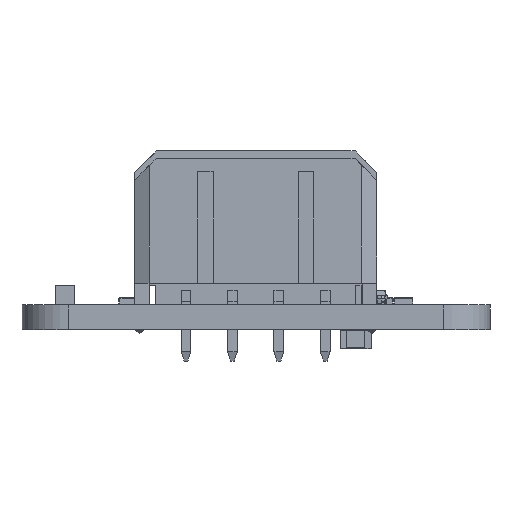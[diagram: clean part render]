
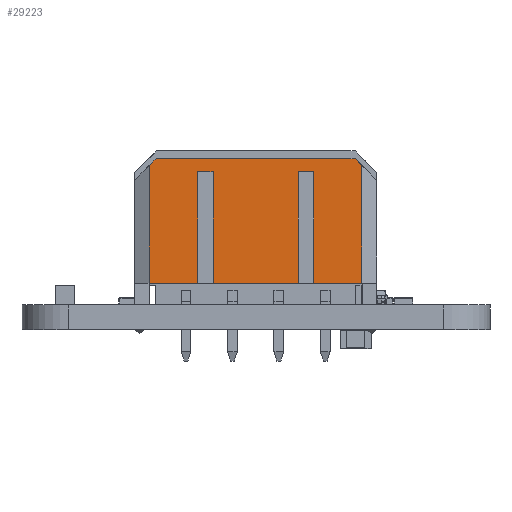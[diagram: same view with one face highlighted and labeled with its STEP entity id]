
A CAD part, left-side view. The second image highlights one B-rep face of the part: STEP entity #29223.
In plain terms, the highlighted face is planar.
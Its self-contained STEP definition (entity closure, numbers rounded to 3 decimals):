
#23409 = VERTEX_POINT('',#23410);
#23410 = CARTESIAN_POINT('',(6.425,-1.93,4.95));
#23416 = EDGE_CURVE('',#23417,#23409,#23419,.T.);
#23417 = VERTEX_POINT('',#23418);
#23418 = CARTESIAN_POINT('',(-6.425,-1.93,4.95));
#23419 = LINE('',#23420,#23421);
#23420 = CARTESIAN_POINT('',(-6.425,-1.93,4.95));
#23421 = VECTOR('',#23422,1.);
#23422 = DIRECTION('',(1.,0.,0.));
#29103 = EDGE_CURVE('',#23417,#29104,#29106,.T.);
#29104 = VERTEX_POINT('',#29105);
#29105 = CARTESIAN_POINT('',(-6.865,-1.93,4.51));
#29106 = LINE('',#29107,#29108);
#29107 = CARTESIAN_POINT('',(-6.425,-1.93,4.95));
#29108 = VECTOR('',#29109,1.);
#29109 = DIRECTION('',(-0.707,0.,-0.707));
#29180 = VERTEX_POINT('',#29181);
#29181 = CARTESIAN_POINT('',(6.865,-1.93,4.51));
#29187 = EDGE_CURVE('',#29180,#23409,#29188,.T.);
#29188 = LINE('',#29189,#29190);
#29189 = CARTESIAN_POINT('',(6.865,-1.93,4.51));
#29190 = VECTOR('',#29191,1.);
#29191 = DIRECTION('',(-0.707,0.,0.707));
#29202 = EDGE_CURVE('',#29180,#29203,#29205,.T.);
#29203 = VERTEX_POINT('',#29204);
#29204 = CARTESIAN_POINT('',(6.865,-1.93,-3.1));
#29205 = LINE('',#29206,#29207);
#29206 = CARTESIAN_POINT('',(6.865,-1.93,4.51));
#29207 = VECTOR('',#29208,1.);
#29208 = DIRECTION('',(0.,0.,-1.));
#29223 = ADVANCED_FACE('',(#29224),#29308,.T.);
#29224 = FACE_BOUND('',#29225,.F.);
#29225 = EDGE_LOOP('',(#29226,#29236,#29244,#29252,#29260,#29268,#29276,
    #29282,#29283,#29284,#29285,#29286,#29294,#29302));
#29226 = ORIENTED_EDGE('',*,*,#29227,.F.);
#29227 = EDGE_CURVE('',#29228,#29230,#29232,.T.);
#29228 = VERTEX_POINT('',#29229);
#29229 = CARTESIAN_POINT('',(2.75,-1.93,-3.1));
#29230 = VERTEX_POINT('',#29231);
#29231 = CARTESIAN_POINT('',(2.75,-1.93,4.1));
#29232 = LINE('',#29233,#29234);
#29233 = CARTESIAN_POINT('',(2.75,-1.93,-3.1));
#29234 = VECTOR('',#29235,1.);
#29235 = DIRECTION('',(0.,0.,1.));
#29236 = ORIENTED_EDGE('',*,*,#29237,.T.);
#29237 = EDGE_CURVE('',#29228,#29238,#29240,.T.);
#29238 = VERTEX_POINT('',#29239);
#29239 = CARTESIAN_POINT('',(-2.75,-1.93,-3.1));
#29240 = LINE('',#29241,#29242);
#29241 = CARTESIAN_POINT('',(2.75,-1.93,-3.1));
#29242 = VECTOR('',#29243,1.);
#29243 = DIRECTION('',(-1.,0.,0.));
#29244 = ORIENTED_EDGE('',*,*,#29245,.T.);
#29245 = EDGE_CURVE('',#29238,#29246,#29248,.T.);
#29246 = VERTEX_POINT('',#29247);
#29247 = CARTESIAN_POINT('',(-2.75,-1.93,4.1));
#29248 = LINE('',#29249,#29250);
#29249 = CARTESIAN_POINT('',(-2.75,-1.93,-3.1));
#29250 = VECTOR('',#29251,1.);
#29251 = DIRECTION('',(0.,0.,1.));
#29252 = ORIENTED_EDGE('',*,*,#29253,.T.);
#29253 = EDGE_CURVE('',#29246,#29254,#29256,.T.);
#29254 = VERTEX_POINT('',#29255);
#29255 = CARTESIAN_POINT('',(-3.75,-1.93,4.1));
#29256 = LINE('',#29257,#29258);
#29257 = CARTESIAN_POINT('',(-2.75,-1.93,4.1));
#29258 = VECTOR('',#29259,1.);
#29259 = DIRECTION('',(-1.,0.,0.));
#29260 = ORIENTED_EDGE('',*,*,#29261,.F.);
#29261 = EDGE_CURVE('',#29262,#29254,#29264,.T.);
#29262 = VERTEX_POINT('',#29263);
#29263 = CARTESIAN_POINT('',(-3.75,-1.93,-3.1));
#29264 = LINE('',#29265,#29266);
#29265 = CARTESIAN_POINT('',(-3.75,-1.93,-3.1));
#29266 = VECTOR('',#29267,1.);
#29267 = DIRECTION('',(0.,0.,1.));
#29268 = ORIENTED_EDGE('',*,*,#29269,.T.);
#29269 = EDGE_CURVE('',#29262,#29270,#29272,.T.);
#29270 = VERTEX_POINT('',#29271);
#29271 = CARTESIAN_POINT('',(-6.865,-1.93,-3.1));
#29272 = LINE('',#29273,#29274);
#29273 = CARTESIAN_POINT('',(-3.75,-1.93,-3.1));
#29274 = VECTOR('',#29275,1.);
#29275 = DIRECTION('',(-1.,0.,0.));
#29276 = ORIENTED_EDGE('',*,*,#29277,.T.);
#29277 = EDGE_CURVE('',#29270,#29104,#29278,.T.);
#29278 = LINE('',#29279,#29280);
#29279 = CARTESIAN_POINT('',(-6.865,-1.93,-3.1));
#29280 = VECTOR('',#29281,1.);
#29281 = DIRECTION('',(0.,0.,1.));
#29282 = ORIENTED_EDGE('',*,*,#29103,.F.);
#29283 = ORIENTED_EDGE('',*,*,#23416,.T.);
#29284 = ORIENTED_EDGE('',*,*,#29187,.F.);
#29285 = ORIENTED_EDGE('',*,*,#29202,.T.);
#29286 = ORIENTED_EDGE('',*,*,#29287,.T.);
#29287 = EDGE_CURVE('',#29203,#29288,#29290,.T.);
#29288 = VERTEX_POINT('',#29289);
#29289 = CARTESIAN_POINT('',(3.75,-1.93,-3.1));
#29290 = LINE('',#29291,#29292);
#29291 = CARTESIAN_POINT('',(6.865,-1.93,-3.1));
#29292 = VECTOR('',#29293,1.);
#29293 = DIRECTION('',(-1.,0.,0.));
#29294 = ORIENTED_EDGE('',*,*,#29295,.T.);
#29295 = EDGE_CURVE('',#29288,#29296,#29298,.T.);
#29296 = VERTEX_POINT('',#29297);
#29297 = CARTESIAN_POINT('',(3.75,-1.93,4.1));
#29298 = LINE('',#29299,#29300);
#29299 = CARTESIAN_POINT('',(3.75,-1.93,-3.1));
#29300 = VECTOR('',#29301,1.);
#29301 = DIRECTION('',(0.,0.,1.));
#29302 = ORIENTED_EDGE('',*,*,#29303,.T.);
#29303 = EDGE_CURVE('',#29296,#29230,#29304,.T.);
#29304 = LINE('',#29305,#29306);
#29305 = CARTESIAN_POINT('',(3.75,-1.93,4.1));
#29306 = VECTOR('',#29307,1.);
#29307 = DIRECTION('',(-1.,0.,0.));
#29308 = PLANE('',#29309);
#29309 = AXIS2_PLACEMENT_3D('',#29310,#29311,#29312);
#29310 = CARTESIAN_POINT('',(-7.825,-1.93,4.95));
#29311 = DIRECTION('',(0.,-1.,0.));
#29312 = DIRECTION('',(0.,0.,-1.));
